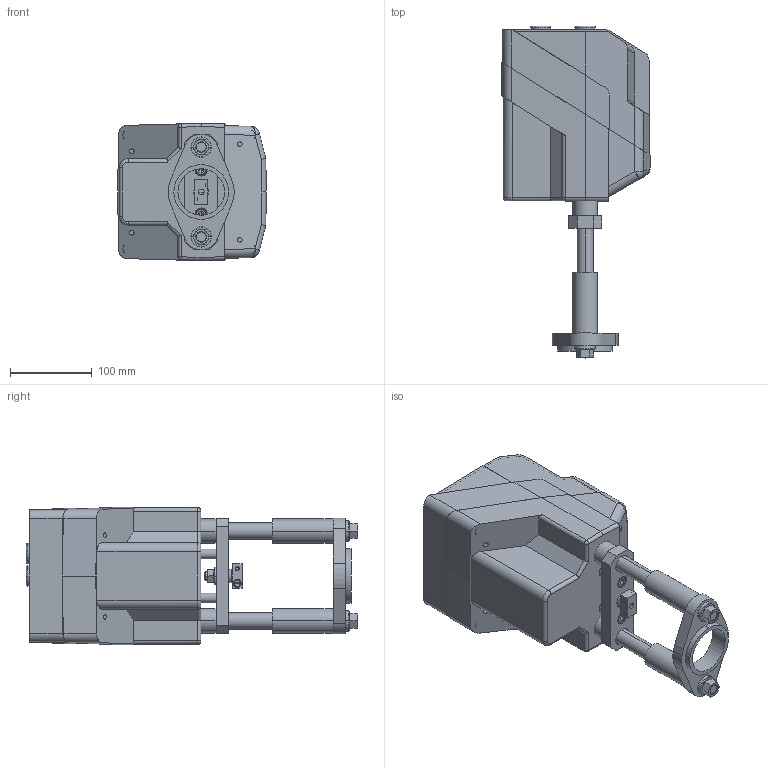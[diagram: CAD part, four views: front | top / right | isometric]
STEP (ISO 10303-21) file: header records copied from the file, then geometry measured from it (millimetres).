
FILE_DESCRIPTION((''),'2;1');
FILE_NAME('082G1452','2015-05-15T',('u317927'),('Danfoss'),'PRO/ENGINEER BY PARAMETRIC TECHNOLOGY CORPORATION, 2014000','PRO/ENGINEER BY PARAMETRIC TECHNOLOGY CORPORATION, 2014000','');
FILE_SCHEMA(('CONFIG_CONTROL_DESIGN'));
Length unit declared in the file: millimetre
Products named in the file (1): 082G1452
Bounding box: 182.5 x 406.62 x 168.2 mm (x, y, z)
Volume: 1107866.5 mm3; surface area: 474242.2 mm2
Topology: 1 solids, 1 shells, 710 faces, 1794 edges, 1141 vertices
Faces by surface type: plane 327, cylinder 273, cone 68, torus 24, bspline 10, sphere 8
Entity records: 25162 total; most frequent: CARTESIAN_POINT 8150, ORIENTED_EDGE 3576, DIRECTION 3461, EDGE_CURVE 1788, AXIS2_PLACEMENT_3D 1253, VERTEX_POINT 1141, VECTOR 955, LINE 955
